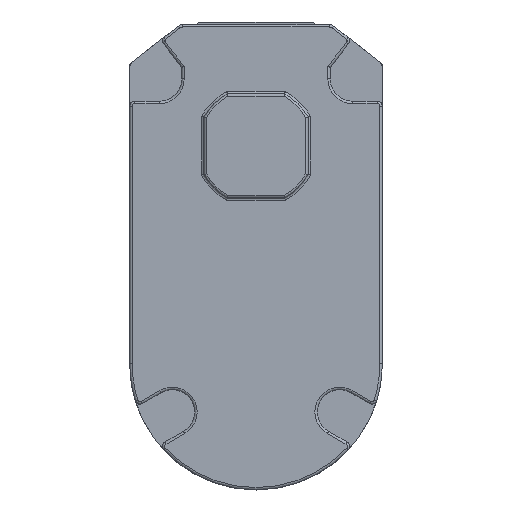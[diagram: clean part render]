
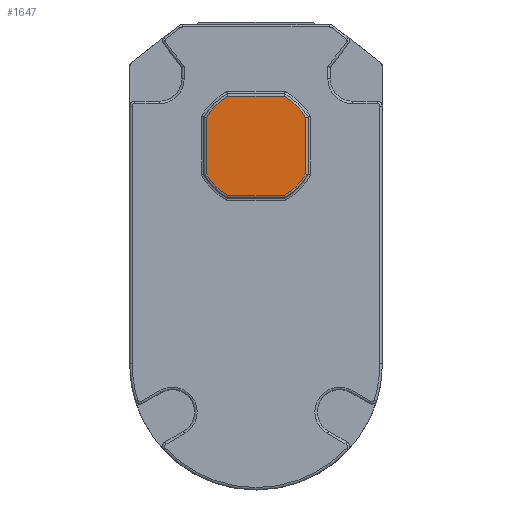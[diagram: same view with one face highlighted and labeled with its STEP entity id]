
A CAD part, front view. The second image highlights one B-rep face of the part: STEP entity #1647.
In plain terms, the highlighted planar face has unit normal (0, -1, 0).
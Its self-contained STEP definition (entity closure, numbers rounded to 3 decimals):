
#214=CARTESIAN_POINT('',(0.,-27.,44.));
#215=DIRECTION('',(0.,-1.,0.));
#216=DIRECTION('',(-0.87,0.,-0.494));
#217=AXIS2_PLACEMENT_3D('',#214,#215,#216);
#232=DIRECTION('',(-1.,0.,0.));
#233=VECTOR('',#232,11.358);
#234=CARTESIAN_POINT('',(5.679,-27.,54.));
#235=LINE('',#234,#233);
#236=DIRECTION('',(0.,0.,1.));
#237=VECTOR('',#236,11.358);
#238=CARTESIAN_POINT('',(10.,-27.,38.321));
#239=LINE('',#238,#237);
#240=DIRECTION('',(1.,0.,0.));
#241=VECTOR('',#240,11.358);
#242=CARTESIAN_POINT('',(-5.679,-27.,34.));
#243=LINE('',#242,#241);
#244=DIRECTION('',(0.,0.,-1.));
#245=VECTOR('',#244,11.358);
#246=CARTESIAN_POINT('',(-10.,-27.,49.679));
#247=LINE('',#246,#245);
#272=CARTESIAN_POINT('',(0.,-27.,44.));
#273=DIRECTION('',(0.,-1.,0.));
#274=DIRECTION('',(-0.494,0.,0.87));
#275=AXIS2_PLACEMENT_3D('',#272,#273,#274);
#376=CARTESIAN_POINT('',(0.,-27.,44.));
#377=DIRECTION('',(0.,-1.,0.));
#378=DIRECTION('',(0.87,0.,0.494));
#379=AXIS2_PLACEMENT_3D('',#376,#377,#378);
#454=CARTESIAN_POINT('',(0.,-27.,44.));
#455=DIRECTION('',(0.,-1.,0.));
#456=DIRECTION('',(0.494,0.,-0.87));
#457=AXIS2_PLACEMENT_3D('',#454,#455,#456);
#1230=CARTESIAN_POINT('',(5.679,-27.,54.));
#1231=CARTESIAN_POINT('',(-5.679,-27.,54.));
#1232=VERTEX_POINT('',#1230);
#1233=VERTEX_POINT('',#1231);
#1238=CARTESIAN_POINT('',(-10.,-27.,49.679));
#1239=CARTESIAN_POINT('',(-10.,-27.,38.321));
#1240=VERTEX_POINT('',#1238);
#1241=VERTEX_POINT('',#1239);
#1246=CARTESIAN_POINT('',(-5.679,-27.,34.));
#1247=CARTESIAN_POINT('',(5.679,-27.,34.));
#1248=VERTEX_POINT('',#1246);
#1249=VERTEX_POINT('',#1247);
#1250=CARTESIAN_POINT('',(10.,-27.,38.321));
#1251=CARTESIAN_POINT('',(10.,-27.,49.679));
#1252=VERTEX_POINT('',#1250);
#1253=VERTEX_POINT('',#1251);
#1625=CARTESIAN_POINT('',(0.,-27.,0.));
#1626=DIRECTION('',(0.,-1.,0.));
#1627=DIRECTION('',(1.,0.,0.));
#1628=AXIS2_PLACEMENT_3D('',#1625,#1626,#1627);
#1629=PLANE('',#1628);
#1631=ORIENTED_EDGE('',*,*,#1630,.F.);
#1633=ORIENTED_EDGE('',*,*,#1632,.F.);
#1635=ORIENTED_EDGE('',*,*,#1634,.F.);
#1637=ORIENTED_EDGE('',*,*,#1636,.F.);
#1639=ORIENTED_EDGE('',*,*,#1638,.F.);
#1640=ORIENTED_EDGE('',*,*,#1615,.F.);
#1642=ORIENTED_EDGE('',*,*,#1641,.F.);
#1644=ORIENTED_EDGE('',*,*,#1643,.F.);
#1645=EDGE_LOOP('',(#1631,#1633,#1635,#1637,#1639,#1640,#1642,#1644));
#1646=FACE_OUTER_BOUND('',#1645,.F.);
#218=CIRCLE('',#217,11.5);
#276=CIRCLE('',#275,11.5);
#380=CIRCLE('',#379,11.5);
#458=CIRCLE('',#457,11.5);
#1615=EDGE_CURVE('',#1241,#1248,#218,.T.);
#1630=EDGE_CURVE('',#1232,#1233,#235,.T.);
#1632=EDGE_CURVE('',#1253,#1232,#380,.T.);
#1634=EDGE_CURVE('',#1252,#1253,#239,.T.);
#1636=EDGE_CURVE('',#1249,#1252,#458,.T.);
#1638=EDGE_CURVE('',#1248,#1249,#243,.T.);
#1641=EDGE_CURVE('',#1240,#1241,#247,.T.);
#1643=EDGE_CURVE('',#1233,#1240,#276,.T.);
#1647=ADVANCED_FACE('',(#1646),#1629,.T.);
